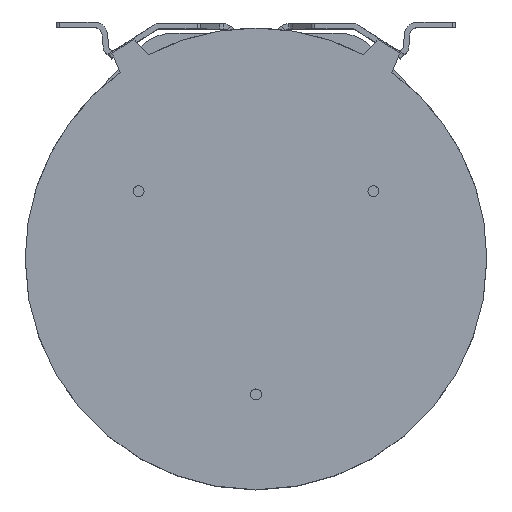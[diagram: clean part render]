
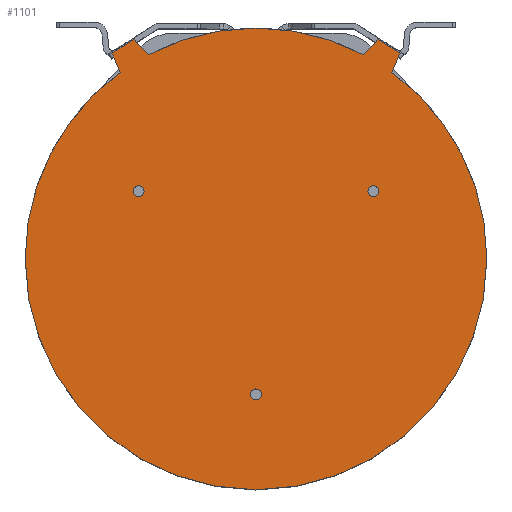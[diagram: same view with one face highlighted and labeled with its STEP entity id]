
A CAD part, top view. The second image highlights one B-rep face of the part: STEP entity #1101.
In plain terms, the highlighted planar face has unit normal (0, 0, 1).
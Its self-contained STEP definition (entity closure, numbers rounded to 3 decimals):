
#708=CIRCLE('',#6892,170.35);
#710=CIRCLE('',#6894,170.35);
#712=CIRCLE('',#6896,170.35);
#718=CIRCLE('',#6903,4.);
#720=CIRCLE('',#6906,4.);
#722=CIRCLE('',#6909,4.);
#733=CIRCLE('',#6926,170.35);
#734=CIRCLE('',#6927,4.);
#735=CIRCLE('',#6928,4.);
#736=CIRCLE('',#6929,4.);
#1101=ADVANCED_FACE('',(#1632,#1633,#1634,#1635),#1448,.T.);
#1448=PLANE('',#6930);
#1632=FACE_BOUND('',#1723,.T.);
#1633=FACE_BOUND('',#1724,.T.);
#1634=FACE_BOUND('',#1725,.T.);
#1635=FACE_BOUND('',#1726,.T.);
#1723=EDGE_LOOP('',(#2200,#2201,#2202,#2203,#2204,#2205,#2206,#2207,#2208,
#2209,#2210,#2211,#2212,#2213));
#1724=EDGE_LOOP('',(#2214,#2215));
#1725=EDGE_LOOP('',(#2216,#2217));
#1726=EDGE_LOOP('',(#2218,#2219));
#2200=ORIENTED_EDGE('',*,*,#4878,.T.);
#2201=ORIENTED_EDGE('',*,*,#4879,.T.);
#2202=ORIENTED_EDGE('',*,*,#4825,.T.);
#2203=ORIENTED_EDGE('',*,*,#4822,.F.);
#2204=ORIENTED_EDGE('',*,*,#4880,.T.);
#2205=ORIENTED_EDGE('',*,*,#4837,.T.);
#2206=ORIENTED_EDGE('',*,*,#4881,.T.);
#2207=ORIENTED_EDGE('',*,*,#4882,.T.);
#2208=ORIENTED_EDGE('',*,*,#4816,.T.);
#2209=ORIENTED_EDGE('',*,*,#4883,.F.);
#2210=ORIENTED_EDGE('',*,*,#4884,.T.);
#2211=ORIENTED_EDGE('',*,*,#4833,.T.);
#2212=ORIENTED_EDGE('',*,*,#4885,.T.);
#2213=ORIENTED_EDGE('',*,*,#4841,.T.);
#2214=ORIENTED_EDGE('',*,*,#4849,.T.);
#2215=ORIENTED_EDGE('',*,*,#4886,.T.);
#2216=ORIENTED_EDGE('',*,*,#4853,.T.);
#2217=ORIENTED_EDGE('',*,*,#4887,.T.);
#2218=ORIENTED_EDGE('',*,*,#4857,.T.);
#2219=ORIENTED_EDGE('',*,*,#4888,.T.);
#4138=VERTEX_POINT('',#9788);
#4142=VERTEX_POINT('',#9795);
#4143=VERTEX_POINT('',#9799);
#4148=VERTEX_POINT('',#9808);
#4151=VERTEX_POINT('',#9816);
#4156=VERTEX_POINT('',#9830);
#4157=VERTEX_POINT('',#9832);
#4160=VERTEX_POINT('',#9838);
#4161=VERTEX_POINT('',#9840);
#4164=VERTEX_POINT('',#9846);
#4165=VERTEX_POINT('',#9848);
#4172=VERTEX_POINT('',#9863);
#4173=VERTEX_POINT('',#9865);
#4176=VERTEX_POINT('',#9872);
#4177=VERTEX_POINT('',#9874);
#4180=VERTEX_POINT('',#9881);
#4181=VERTEX_POINT('',#9883);
#4200=VERTEX_POINT('',#9929);
#4201=VERTEX_POINT('',#9933);
#4202=VERTEX_POINT('',#9936);
#4816=EDGE_CURVE('',#4138,#4142,#5816,.T.);
#4822=EDGE_CURVE('',#4148,#4143,#5822,.T.);
#4825=EDGE_CURVE('',#4151,#4143,#5824,.T.);
#4833=EDGE_CURVE('',#4157,#4156,#708,.T.);
#4837=EDGE_CURVE('',#4161,#4160,#710,.T.);
#4841=EDGE_CURVE('',#4165,#4164,#712,.T.);
#4849=EDGE_CURVE('',#4173,#4172,#718,.T.);
#4853=EDGE_CURVE('',#4177,#4176,#720,.T.);
#4857=EDGE_CURVE('',#4181,#4180,#722,.T.);
#4878=EDGE_CURVE('',#4164,#4200,#5849,.T.);
#4879=EDGE_CURVE('',#4200,#4151,#5850,.T.);
#4880=EDGE_CURVE('',#4148,#4161,#5851,.T.);
#4881=EDGE_CURVE('',#4160,#4201,#5852,.T.);
#4882=EDGE_CURVE('',#4201,#4138,#5853,.T.);
#4883=EDGE_CURVE('',#4202,#4142,#5854,.T.);
#4884=EDGE_CURVE('',#4202,#4157,#5855,.T.);
#4885=EDGE_CURVE('',#4156,#4165,#733,.T.);
#4886=EDGE_CURVE('',#4172,#4173,#734,.T.);
#4887=EDGE_CURVE('',#4176,#4177,#735,.T.);
#4888=EDGE_CURVE('',#4180,#4181,#736,.T.);
#5816=LINE('',#9796,#6353);
#5822=LINE('',#9809,#6359);
#5824=LINE('',#9815,#6361);
#5849=LINE('',#9928,#6386);
#5850=LINE('',#9930,#6387);
#5851=LINE('',#9931,#6388);
#5852=LINE('',#9932,#6389);
#5853=LINE('',#9934,#6390);
#5854=LINE('',#9935,#6391);
#5855=LINE('',#9937,#6392);
#6353=VECTOR('',#7672,1.);
#6359=VECTOR('',#7680,1.);
#6361=VECTOR('',#7686,1.);
#6386=VECTOR('',#7789,1.);
#6387=VECTOR('',#7790,1.);
#6388=VECTOR('',#7791,1.);
#6389=VECTOR('',#7792,1.);
#6390=VECTOR('',#7793,1.);
#6391=VECTOR('',#7794,1.);
#6392=VECTOR('',#7795,1.);
#6892=AXIS2_PLACEMENT_3D('',#9831,#7701,#7702);
#6894=AXIS2_PLACEMENT_3D('',#9839,#7707,#7708);
#6896=AXIS2_PLACEMENT_3D('',#9847,#7713,#7714);
#6903=AXIS2_PLACEMENT_3D('',#9864,#7729,#7730);
#6906=AXIS2_PLACEMENT_3D('',#9873,#7737,#7738);
#6909=AXIS2_PLACEMENT_3D('',#9882,#7745,#7746);
#6926=AXIS2_PLACEMENT_3D('',#9938,#7796,#7797);
#6927=AXIS2_PLACEMENT_3D('',#9939,#7798,#7799);
#6928=AXIS2_PLACEMENT_3D('',#9940,#7800,#7801);
#6929=AXIS2_PLACEMENT_3D('',#9941,#7802,#7803);
#6930=AXIS2_PLACEMENT_3D('',#9942,#7804,#7805);
#7672=DIRECTION('',(-0.841,-0.541,0.));
#7680=DIRECTION('',(0.541,0.841,0.));
#7686=DIRECTION('',(-0.841,0.541,0.));
#7701=DIRECTION('',(0.,0.,1.));
#7702=DIRECTION('',(1.,0.,0.));
#7707=DIRECTION('',(0.,0.,1.));
#7708=DIRECTION('',(1.,0.,0.));
#7713=DIRECTION('',(0.,0.,1.));
#7714=DIRECTION('',(1.,0.,0.));
#7729=DIRECTION('',(0.,0.,-1.));
#7730=DIRECTION('',(-1.,0.,0.));
#7737=DIRECTION('',(0.,0.,-1.));
#7738=DIRECTION('',(-1.,0.,0.));
#7745=DIRECTION('',(0.,0.,-1.));
#7746=DIRECTION('',(-1.,0.,0.));
#7789=DIRECTION('',(0.386,0.922,0.));
#7790=DIRECTION('',(0.541,0.841,0.));
#7791=DIRECTION('',(-0.679,-0.735,0.));
#7792=DIRECTION('',(-0.679,0.735,0.));
#7793=DIRECTION('',(-0.541,0.841,0.));
#7794=DIRECTION('',(-0.541,0.841,0.));
#7795=DIRECTION('',(0.386,-0.922,0.));
#7796=DIRECTION('',(0.,0.,1.));
#7797=DIRECTION('',(1.,0.,0.));
#7798=DIRECTION('',(0.,0.,-1.));
#7799=DIRECTION('',(-1.,0.,0.));
#7800=DIRECTION('',(0.,0.,-1.));
#7801=DIRECTION('',(-1.,0.,0.));
#7802=DIRECTION('',(0.,0.,-1.));
#7803=DIRECTION('',(-1.,0.,0.));
#7804=DIRECTION('',(0.,0.,1.));
#7805=DIRECTION('',(-1.,0.,0.));
#9788=CARTESIAN_POINT('',(-89.695,162.313,123.14));
#9795=CARTESIAN_POINT('',(-106.52,151.499,123.14));
#9796=CARTESIAN_POINT('',(-106.52,151.499,123.14));
#9799=CARTESIAN_POINT('',(89.695,162.313,123.14));
#9808=CARTESIAN_POINT('',(88.073,159.789,123.14));
#9809=CARTESIAN_POINT('',(88.073,159.789,123.14));
#9815=CARTESIAN_POINT('',(106.52,151.499,123.14));
#9816=CARTESIAN_POINT('',(106.52,151.499,123.14));
#9830=CARTESIAN_POINT('',(-170.35,0.,123.14));
#9831=CARTESIAN_POINT('',(0.,0.,123.14));
#9832=CARTESIAN_POINT('',(-100.2,137.764,123.14));
#9838=CARTESIAN_POINT('',(-79.595,150.611,123.14));
#9839=CARTESIAN_POINT('',(0.,0.,123.14));
#9840=CARTESIAN_POINT('',(79.595,150.611,123.14));
#9846=CARTESIAN_POINT('',(100.2,137.764,123.14));
#9847=CARTESIAN_POINT('',(0.,0.,123.14));
#9848=CARTESIAN_POINT('',(170.35,0.,123.14));
#9863=CARTESIAN_POINT('',(90.603,50.,123.14));
#9864=CARTESIAN_POINT('',(86.603,50.,123.14));
#9865=CARTESIAN_POINT('',(82.603,50.,123.14));
#9872=CARTESIAN_POINT('',(-82.603,50.,123.14));
#9873=CARTESIAN_POINT('',(-86.603,50.,123.14));
#9874=CARTESIAN_POINT('',(-90.603,50.,123.14));
#9881=CARTESIAN_POINT('',(4.,-100.,123.14));
#9882=CARTESIAN_POINT('',(0.,-100.,123.14));
#9883=CARTESIAN_POINT('',(-4.,-100.,123.14));
#9928=CARTESIAN_POINT('',(100.2,137.764,123.14));
#9929=CARTESIAN_POINT('',(104.897,148.975,123.14));
#9930=CARTESIAN_POINT('',(104.897,148.975,123.14));
#9931=CARTESIAN_POINT('',(88.073,159.789,123.14));
#9932=CARTESIAN_POINT('',(-79.595,150.611,123.14));
#9933=CARTESIAN_POINT('',(-88.073,159.789,123.14));
#9934=CARTESIAN_POINT('',(-88.073,159.789,123.14));
#9935=CARTESIAN_POINT('',(-104.897,148.975,123.14));
#9936=CARTESIAN_POINT('',(-104.897,148.975,123.14));
#9937=CARTESIAN_POINT('',(-104.897,148.975,123.14));
#9938=CARTESIAN_POINT('',(0.,0.,123.14));
#9939=CARTESIAN_POINT('',(86.603,50.,123.14));
#9940=CARTESIAN_POINT('',(-86.603,50.,123.14));
#9941=CARTESIAN_POINT('',(0.,-100.,123.14));
#9942=CARTESIAN_POINT('',(0.,0.,123.14));
